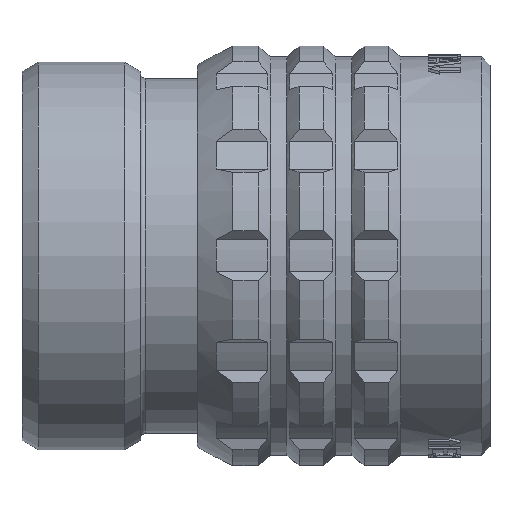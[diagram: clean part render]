
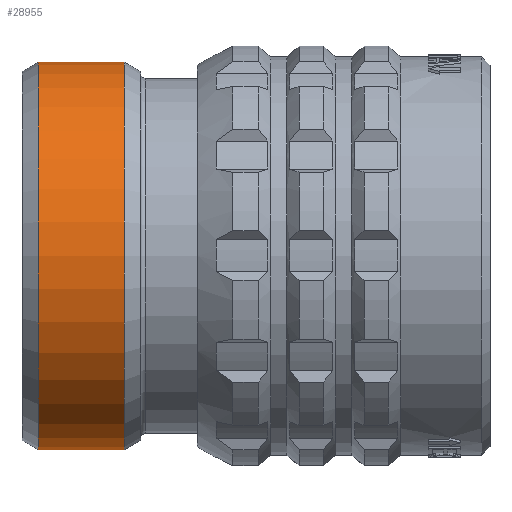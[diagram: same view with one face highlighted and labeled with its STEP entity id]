
A CAD part, top view. The second image highlights one B-rep face of the part: STEP entity #28955.
In plain terms, the highlighted cylindrical face has radius 11.925 mm (diameter 23.85 mm), a partial arc.
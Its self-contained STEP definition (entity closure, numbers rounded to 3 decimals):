
#2816=CARTESIAN_POINT('',(1.,0.,0.));
#2817=DIRECTION('',(1.,0.,0.));
#2818=DIRECTION('',(0.,1.,0.));
#2819=AXIS2_PLACEMENT_3D('',#2816,#2817,#2818);
#2821=CARTESIAN_POINT('',(6.3,0.,0.));
#2822=DIRECTION('',(1.,0.,0.));
#2823=DIRECTION('',(0.,1.,0.));
#2824=AXIS2_PLACEMENT_3D('',#2821,#2822,#2823);
#2826=DIRECTION('',(-1.,0.,0.));
#2827=VECTOR('',#2826,5.3);
#2828=CARTESIAN_POINT('',(6.3,11.925,0.));
#2829=LINE('2011',#2828,#2827);
#2830=DIRECTION('',(-1.,0.,0.));
#2831=VECTOR('',#2830,5.3);
#2832=CARTESIAN_POINT('',(6.3,-11.925,0.));
#2833=LINE('2017',#2832,#2831);
#22377=CARTESIAN_POINT('',(6.3,11.925,0.));
#22379=VERTEX_POINT('',#22377);
#22380=CARTESIAN_POINT('',(1.,11.925,0.));
#22381=VERTEX_POINT('',#22380);
#22389=CARTESIAN_POINT('',(6.3,-11.925,0.));
#22391=VERTEX_POINT('',#22389);
#22392=CARTESIAN_POINT('',(1.,-11.925,0.));
#22393=VERTEX_POINT('',#22392);
#28941=CARTESIAN_POINT('',(-1.44,0.,0.));
#28942=DIRECTION('',(1.,0.,0.));
#28943=DIRECTION('',(0.,-1.,0.));
#28944=AXIS2_PLACEMENT_3D('',#28941,#28942,#28943);
#28945=CYLINDRICAL_SURFACE('278',#28944,11.925);
#28947=ORIENTED_EDGE('2011',*,*,#28946,.F.);
#28949=ORIENTED_EDGE('2029',*,*,#28948,.T.);
#28951=ORIENTED_EDGE('2017',*,*,#28950,.T.);
#28952=ORIENTED_EDGE('2030',*,*,#28927,.F.);
#28953=EDGE_LOOP('278',(#28947,#28949,#28951,#28952));
#28954=FACE_OUTER_BOUND('278',#28953,.F.);
#2820=CIRCLE('2030',#2819,11.925);
#2825=CIRCLE('2029',#2824,11.925);
#28927=EDGE_CURVE('2030',#22381,#22393,#2820,.T.);
#28946=EDGE_CURVE('2011',#22379,#22381,#2829,.T.);
#28948=EDGE_CURVE('2029',#22379,#22391,#2825,.T.);
#28950=EDGE_CURVE('2017',#22391,#22393,#2833,.T.);
#28955=ADVANCED_FACE('278',(#28954),#28945,.T.);
